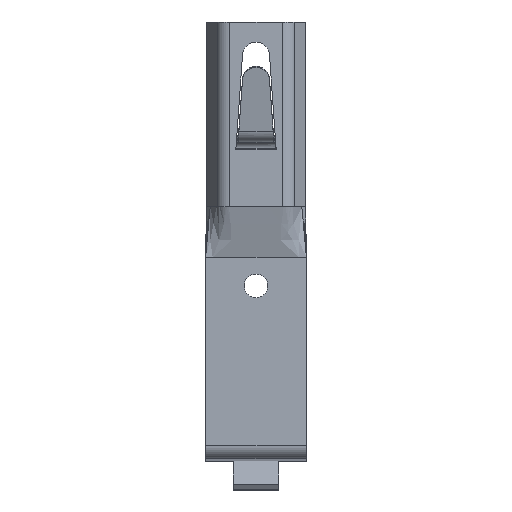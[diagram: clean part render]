
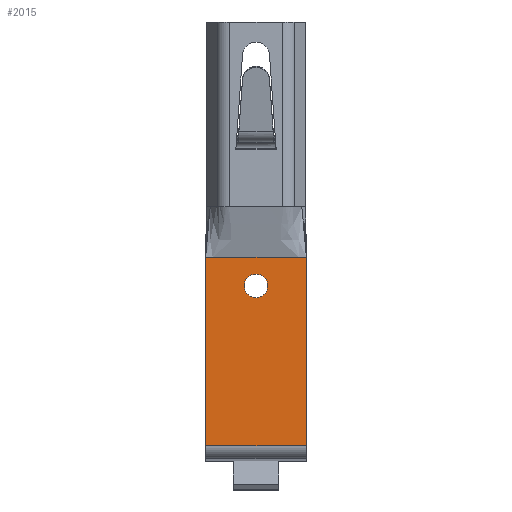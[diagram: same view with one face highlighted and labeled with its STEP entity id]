
A CAD part, top view. The second image highlights one B-rep face of the part: STEP entity #2015.
In plain terms, the highlighted planar face has unit normal (0, 0, 1).
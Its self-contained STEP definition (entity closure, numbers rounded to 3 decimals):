
#47=FACE_BOUND('',#377,.T.);
#134=PLANE('',#2177);
#251=FACE_OUTER_BOUND('',#376,.T.);
#376=EDGE_LOOP('',(#1862,#1863,#1864,#1865,#1866,#1867));
#377=EDGE_LOOP('',(#1868));
#593=LINE('',#3699,#830);
#594=LINE('',#3701,#831);
#595=LINE('',#3703,#832);
#606=LINE('',#3819,#843);
#614=LINE('',#3839,#851);
#616=LINE('',#3842,#853);
#830=VECTOR('',#2638,10.);
#831=VECTOR('',#2639,10.);
#832=VECTOR('',#2640,10.);
#843=VECTOR('',#2655,10.);
#851=VECTOR('',#2683,10.);
#853=VECTOR('',#2687,10.);
#879=CIRCLE('',#2162,3.5);
#1029=VERTEX_POINT('',#3589);
#1038=VERTEX_POINT('',#3646);
#1039=VERTEX_POINT('',#3698);
#1040=VERTEX_POINT('',#3700);
#1041=VERTEX_POINT('',#3702);
#1047=VERTEX_POINT('',#3816);
#1048=VERTEX_POINT('',#3818);
#1287=EDGE_CURVE('',#1029,#1029,#879,.T.);
#1299=EDGE_CURVE('',#1038,#1039,#593,.T.);
#1300=EDGE_CURVE('',#1039,#1040,#594,.T.);
#1301=EDGE_CURVE('',#1040,#1041,#595,.T.);
#1313=EDGE_CURVE('',#1048,#1047,#606,.T.);
#1324=EDGE_CURVE('',#1048,#1038,#614,.T.);
#1326=EDGE_CURVE('',#1041,#1047,#616,.T.);
#1862=ORIENTED_EDGE('',*,*,#1313,.T.);
#1863=ORIENTED_EDGE('',*,*,#1326,.F.);
#1864=ORIENTED_EDGE('',*,*,#1301,.F.);
#1865=ORIENTED_EDGE('',*,*,#1300,.F.);
#1866=ORIENTED_EDGE('',*,*,#1299,.F.);
#1867=ORIENTED_EDGE('',*,*,#1324,.F.);
#1868=ORIENTED_EDGE('',*,*,#1287,.T.);
#2015=ADVANCED_FACE('',(#251,#47),#134,.T.);
#2162=AXIS2_PLACEMENT_3D('',#3590,#2624,#2625);
#2177=AXIS2_PLACEMENT_3D('',#3841,#2685,#2686);
#2624=DIRECTION('center_axis',(0.,0.,
-1.));
#2625=DIRECTION('ref_axis',(-1.,0.,0.));
#2638=DIRECTION('',(1.,0.,0.));
#2639=DIRECTION('',(1.,0.,0.));
#2640=DIRECTION('',(1.,0.,0.));
#2655=DIRECTION('',(1.,0.,0.));
#2683=DIRECTION('',(0.,1.,0.));
#2685=DIRECTION('center_axis',(0.,0.,
1.));
#2686=DIRECTION('ref_axis',(1.,0.,0.));
#2687=DIRECTION('',(0.,-1.,0.));
#3589=CARTESIAN_POINT('',(3.5,-23.5,-2.));
#3590=CARTESIAN_POINT('Origin',(0.,-23.5,-2.));
#3646=CARTESIAN_POINT('',(-15.,-15.,-2.));
#3698=CARTESIAN_POINT('',(-12.859,-15.,-2.));
#3699=CARTESIAN_POINT('',(15.,-15.,-2.));
#3700=CARTESIAN_POINT('',(12.859,-15.,-2.));
#3701=CARTESIAN_POINT('',(15.,-15.,-2.));
#3702=CARTESIAN_POINT('',(15.,-15.,-2.));
#3703=CARTESIAN_POINT('',(15.,-15.,-2.));
#3816=CARTESIAN_POINT('',(15.,-71.,-2.));
#3818=CARTESIAN_POINT('',(-15.,-71.,-2.));
#3819=CARTESIAN_POINT('',(-7.5,-71.,-2.));
#3839=CARTESIAN_POINT('',(-15.,-15.,-2.));
#3841=CARTESIAN_POINT('Origin',(0.,-45.,-2.));
#3842=CARTESIAN_POINT('',(15.,-75.,-2.));
